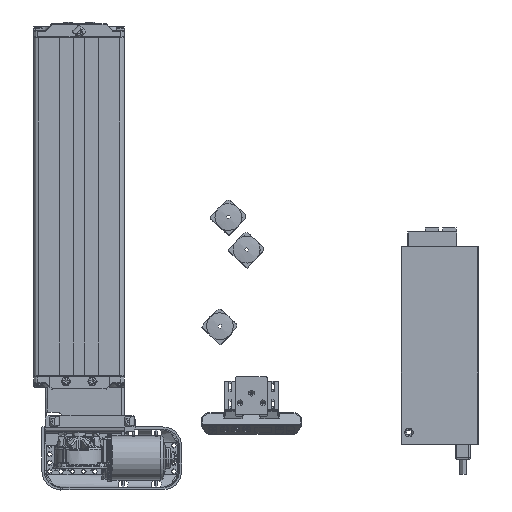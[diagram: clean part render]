
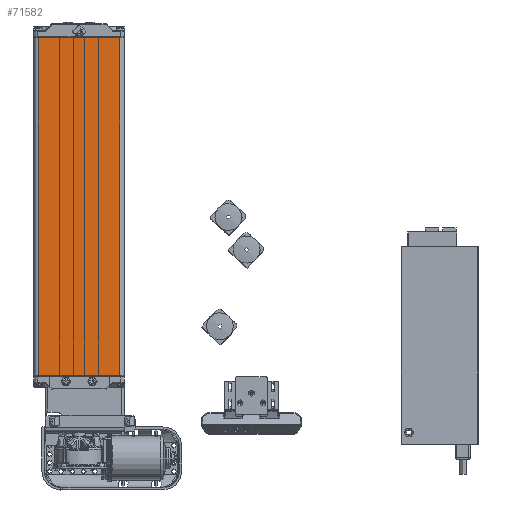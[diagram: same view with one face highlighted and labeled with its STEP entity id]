
A CAD part, top view. The second image highlights one B-rep face of the part: STEP entity #71582.
In plain terms, the highlighted planar face has unit normal (0, 0, 1).
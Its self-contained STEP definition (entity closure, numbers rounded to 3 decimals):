
#7753=PLANE('',#76634);
#8899=FACE_OUTER_BOUND('',#13131,.T.);
#13131=EDGE_LOOP('',(#48381,#48382,#48383,#48384));
#17775=LINE('',#104959,#22046);
#17776=LINE('',#104961,#22047);
#17777=LINE('',#104963,#22048);
#17778=LINE('',#104964,#22049);
#22046=VECTOR('',#84696,449.5);
#22047=VECTOR('',#84697,108.);
#22048=VECTOR('',#84698,449.5);
#22049=VECTOR('',#84699,108.);
#30419=VERTEX_POINT('',#104957);
#30420=VERTEX_POINT('',#104958);
#30421=VERTEX_POINT('',#104960);
#30422=VERTEX_POINT('',#104962);
#37384=EDGE_CURVE('',#30419,#30420,#17775,.F.);
#37385=EDGE_CURVE('',#30420,#30421,#17776,.T.);
#37386=EDGE_CURVE('',#30421,#30422,#17777,.T.);
#37387=EDGE_CURVE('',#30422,#30419,#17778,.F.);
#48381=ORIENTED_EDGE('',*,*,#37384,.T.);
#48382=ORIENTED_EDGE('',*,*,#37385,.T.);
#48383=ORIENTED_EDGE('',*,*,#37386,.T.);
#48384=ORIENTED_EDGE('',*,*,#37387,.T.);
#71582=ADVANCED_FACE('',(#8899),#7753,.T.);
#76634=AXIS2_PLACEMENT_3D('',#104956,#84694,#84695);
#84694=DIRECTION('center_axis',(0.,0.,1.));
#84695=DIRECTION('ref_axis',(1.,0.,0.));
#84696=DIRECTION('',(0.,-1.,0.));
#84697=DIRECTION('',(-1.,0.,0.));
#84698=DIRECTION('',(0.,-1.,0.));
#84699=DIRECTION('',(-1.,0.,0.));
#104956=CARTESIAN_POINT('Origin',(60.,450.5,30.));
#104957=CARTESIAN_POINT('',(54.,0.5,30.));
#104958=CARTESIAN_POINT('',(54.,450.,30.));
#104959=CARTESIAN_POINT('',(54.,450.,30.));
#104960=CARTESIAN_POINT('',(-54.,450.,30.));
#104961=CARTESIAN_POINT('',(54.,450.,30.));
#104962=CARTESIAN_POINT('',(-54.,0.5,30.));
#104963=CARTESIAN_POINT('',(-54.,450.,30.));
#104964=CARTESIAN_POINT('',(54.,0.5,30.));
